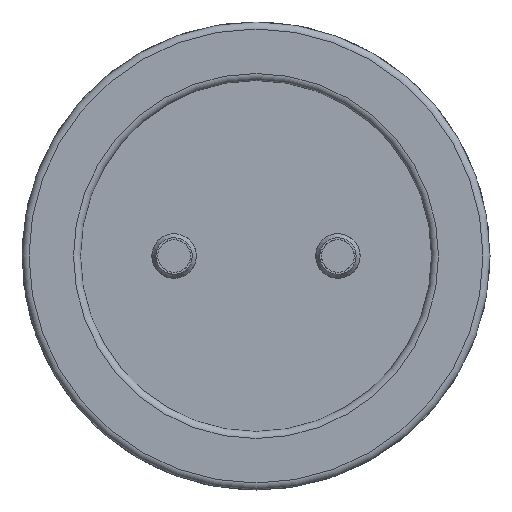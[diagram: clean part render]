
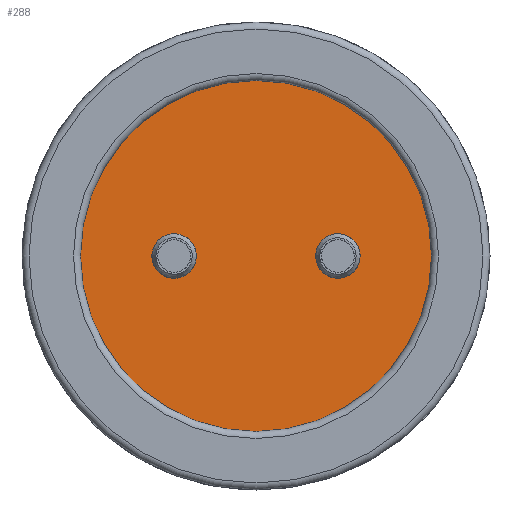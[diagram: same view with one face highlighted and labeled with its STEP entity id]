
A CAD part, left-side view. The second image highlights one B-rep face of the part: STEP entity #288.
In plain terms, the highlighted planar face has unit normal (-1, 0, 0).
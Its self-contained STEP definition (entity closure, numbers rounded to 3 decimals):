
#183=PLANE('',#1440);
#288=ADVANCED_FACE('',(#426,#427,#428),#183,.T.);
#426=FACE_BOUND('',#546,.T.);
#427=FACE_BOUND('',#547,.T.);
#428=FACE_BOUND('',#548,.T.);
#546=EDGE_LOOP('',(#828));
#547=EDGE_LOOP('',(#829));
#548=EDGE_LOOP('',(#830));
#828=ORIENTED_EDGE('',*,*,#1195,.F.);
#829=ORIENTED_EDGE('',*,*,#1196,.F.);
#830=ORIENTED_EDGE('',*,*,#1197,.T.);
#1037=VERTEX_POINT('',#2405);
#1038=VERTEX_POINT('',#2407);
#1039=VERTEX_POINT('',#2409);
#1195=EDGE_CURVE('',#1037,#1037,#1307,.T.);
#1196=EDGE_CURVE('',#1038,#1038,#1308,.T.);
#1197=EDGE_CURVE('',#1039,#1039,#1309,.T.);
#1307=CIRCLE('',#1437,0.95);
#1308=CIRCLE('',#1438,0.95);
#1309=CIRCLE('',#1439,7.5);
#1437=AXIS2_PLACEMENT_3D('',#2404,#1723,#1724);
#1438=AXIS2_PLACEMENT_3D('',#2406,#1725,#1726);
#1439=AXIS2_PLACEMENT_3D('',#2408,#1727,#1728);
#1440=AXIS2_PLACEMENT_3D('',#2410,#1729,#1730);
#1723=DIRECTION('',(-1.,0.,0.));
#1724=DIRECTION('',(0.,0.,1.));
#1725=DIRECTION('',(-1.,0.,0.));
#1726=DIRECTION('',(0.,0.,1.));
#1727=DIRECTION('',(-1.,0.,0.));
#1728=DIRECTION('',(0.,0.,1.));
#1729=DIRECTION('',(-1.,0.,0.));
#1730=DIRECTION('',(0.,0.,1.));
#2404=CARTESIAN_POINT('',(0.3,3.5,0.));
#2405=CARTESIAN_POINT('',(0.3,3.5,0.95));
#2406=CARTESIAN_POINT('',(0.3,-3.5,0.));
#2407=CARTESIAN_POINT('',(0.3,-3.5,0.95));
#2408=CARTESIAN_POINT('',(0.3,0.,0.));
#2409=CARTESIAN_POINT('',(0.3,0.,7.5));
#2410=CARTESIAN_POINT('',(0.3,0.,0.));
